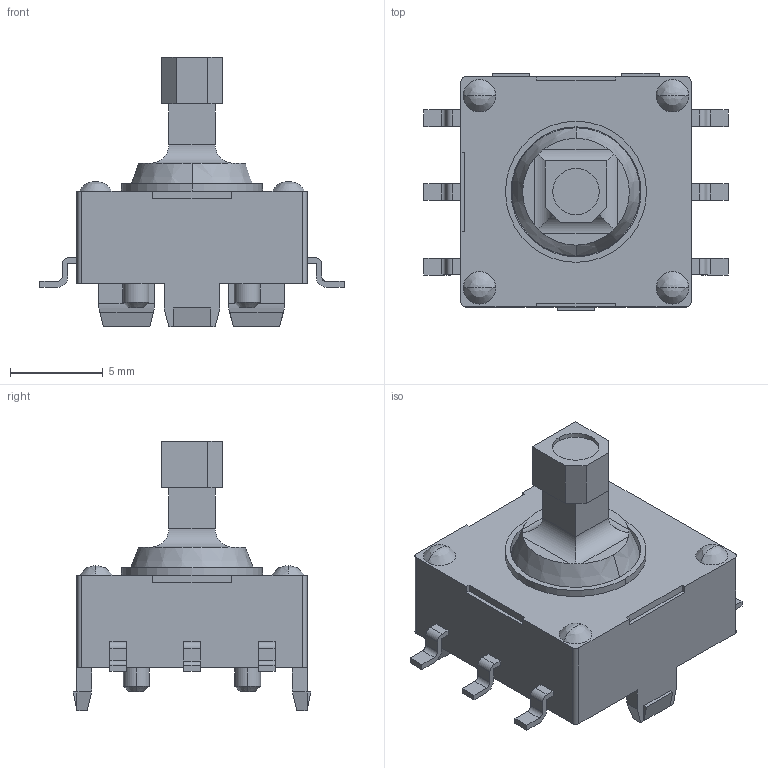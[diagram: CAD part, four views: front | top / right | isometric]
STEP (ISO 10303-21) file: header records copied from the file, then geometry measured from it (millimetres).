
FILE_DESCRIPTION (( 'STEP AP203' ), '1' );
FILE_NAME ('JS5208.stp', '2020-02-25T16:11:16', ( '' ), ( '' ), 'SwSTEP 2.0', 'SolidWorks 2018', '' );
FILE_SCHEMA (( 'CONFIG_CONTROL_DESIGN' ));
Length unit declared in the file: inch
Products named in the file (1): JS5208
Bounding box: 16.4 x 12.8 x 14.5 mm (x, y, z)
Volume: 589.2 mm3; surface area: 1297.9 mm2
Topology: 1 solids, 2 shells, 453 faces, 1242 edges, 815 vertices
Faces by surface type: plane 328, cylinder 101, sphere 10, bspline 8, cone 6
Entity records: 14417 total; most frequent: CARTESIAN_POINT 2773, ORIENTED_EDGE 2448, DIRECTION 2346, EDGE_CURVE 1224, LINE 942, VECTOR 942, VERTEX_POINT 811, AXIS2_PLACEMENT_3D 702
